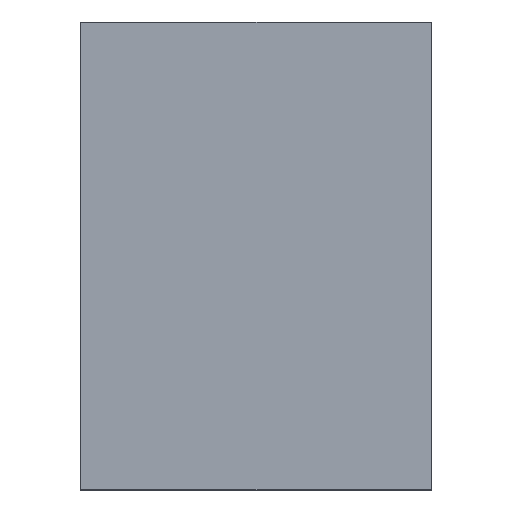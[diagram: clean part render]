
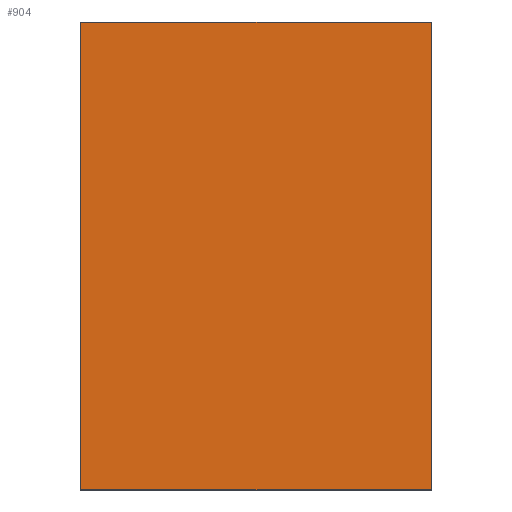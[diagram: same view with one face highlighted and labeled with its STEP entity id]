
A CAD part, left-side view. The second image highlights one B-rep face of the part: STEP entity #904.
In plain terms, the highlighted planar face has unit normal (-1, 0, 0).
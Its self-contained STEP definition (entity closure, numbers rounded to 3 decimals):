
#157 = ORIENTED_EDGE ( 'NONE', *, *, #2326, .F. ) ;
#274 = PLANE ( 'NONE',  #408 ) ;
#362 = CARTESIAN_POINT ( 'NONE',  ( -8260., 0., 4010. ) ) ;
#408 = AXIS2_PLACEMENT_3D ( 'NONE', #1804, #1615, #2365 ) ;
#440 = ORIENTED_EDGE ( 'NONE', *, *, #1773, .T. ) ;
#445 = CARTESIAN_POINT ( 'NONE',  ( -8260., 6000., 4010. ) ) ;
#500 = CARTESIAN_POINT ( 'NONE',  ( -8260., 6000., 4000. ) ) ;
#610 = LINE ( 'NONE', #445, #1772 ) ;
#716 = LINE ( 'NONE', #2385, #1206 ) ;
#813 = EDGE_CURVE ( 'NONE', #1129, #1607, #610, .T. ) ;
#904 = ADVANCED_FACE ( 'NONE', ( #2167 ), #274, .T. ) ;
#997 = DIRECTION ( 'NONE',  ( 0., -1., 0. ) ) ;
#1062 = CARTESIAN_POINT ( 'NONE',  ( -8260., 0., -4010. ) ) ;
#1072 = DIRECTION ( 'NONE',  ( 0., 0., -1. ) ) ;
#1129 = VERTEX_POINT ( 'NONE', #1242 ) ;
#1206 = VECTOR ( 'NONE', #1817, 1000. ) ;
#1240 = LINE ( 'NONE', #500, #1688 ) ;
#1242 = CARTESIAN_POINT ( 'NONE',  ( -8260., 6000., 4010. ) ) ;
#1408 = EDGE_LOOP ( 'NONE', ( #157, #2069, #440, #2332 ) ) ;
#1488 = VERTEX_POINT ( 'NONE', #1490 ) ;
#1490 = CARTESIAN_POINT ( 'NONE',  ( -8260., 6000., -4010. ) ) ;
#1537 = DIRECTION ( 'NONE',  ( 0., -1., 0. ) ) ;
#1607 = VERTEX_POINT ( 'NONE', #362 ) ;
#1615 = DIRECTION ( 'NONE',  ( -1., 0., 0. ) ) ;
#1688 = VECTOR ( 'NONE', #1072, 1000. ) ;
#1772 = VECTOR ( 'NONE', #1537, 1000. ) ;
#1773 = EDGE_CURVE ( 'NONE', #1129, #1488, #1240, .T. ) ;
#1804 = CARTESIAN_POINT ( 'NONE',  ( -8260., 6000., 4000. ) ) ;
#1817 = DIRECTION ( 'NONE',  ( 0., 0., -1. ) ) ;
#1938 = EDGE_CURVE ( 'NONE', #1488, #2301, #2118, .T. ) ;
#1952 = CARTESIAN_POINT ( 'NONE',  ( -8260., 6000., -4010. ) ) ;
#2069 = ORIENTED_EDGE ( 'NONE', *, *, #813, .F. ) ;
#2118 = LINE ( 'NONE', #1952, #2312 ) ;
#2167 = FACE_OUTER_BOUND ( 'NONE', #1408, .T. ) ;
#2301 = VERTEX_POINT ( 'NONE', #1062 ) ;
#2312 = VECTOR ( 'NONE', #997, 1000. ) ;
#2326 = EDGE_CURVE ( 'NONE', #1607, #2301, #716, .T. ) ;
#2332 = ORIENTED_EDGE ( 'NONE', *, *, #1938, .T. ) ;
#2365 = DIRECTION ( 'NONE',  ( 0., 0., 1. ) ) ;
#2385 = CARTESIAN_POINT ( 'NONE',  ( -8260., 0., 4000. ) ) ;
